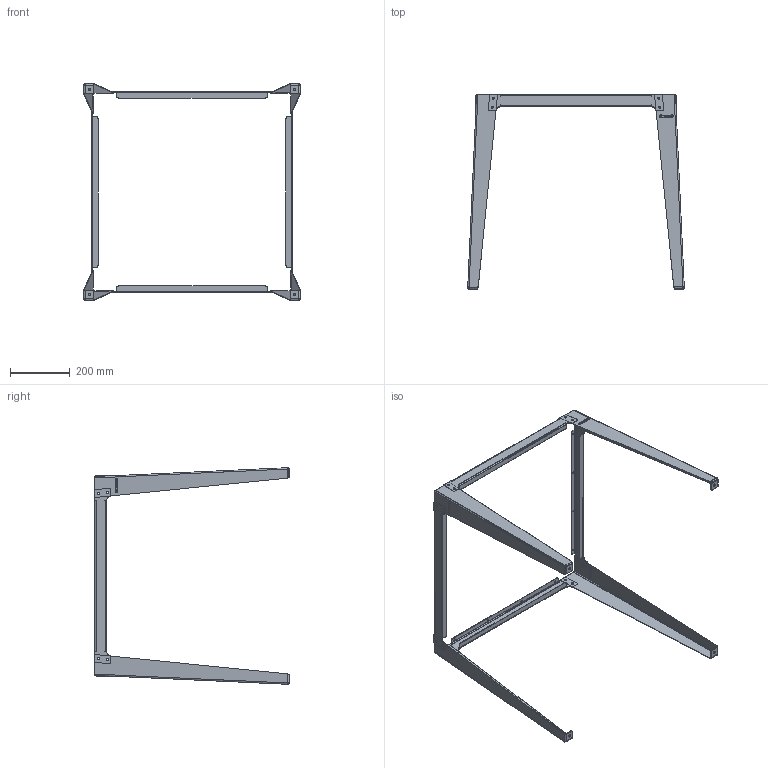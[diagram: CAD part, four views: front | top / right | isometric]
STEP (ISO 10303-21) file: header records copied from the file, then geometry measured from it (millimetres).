
FILE_DESCRIPTION (( 'STEP AP214' ), '1' );
FILE_NAME ('Mesa-18.STEP', '2024-07-02T23:24:55', ( '' ), ( '' ), 'SwSTEP 2.0', 'SolidWorks 2017', '' );
FILE_SCHEMA (( 'AUTOMOTIVE_DESIGN' ));
Length unit declared in the file: millimetre
Products named in the file (3): Pata; Largero; Mesa-18
Assembly tree (8 placements, depth 2):
  Mesa-18
    Largero  x4
    Pata  x4
Bounding box: 724.08 x 650.09 x 724.08 mm (x, y, z)
Volume: 822528.9 mm3; surface area: 893724.5 mm2
Topology: 8 solids, 8 shells, 976 faces, 2720 edges, 1760 vertices
Faces by surface type: bspline 396, plane 320, cylinder 260
Entity records: 8624 total; most frequent: CARTESIAN_POINT 2730, ORIENTED_EDGE 1360, DIRECTION 920, EDGE_CURVE 680, VERTEX_POINT 440, VECTOR 356, LINE 356, EDGE_LOOP 284
